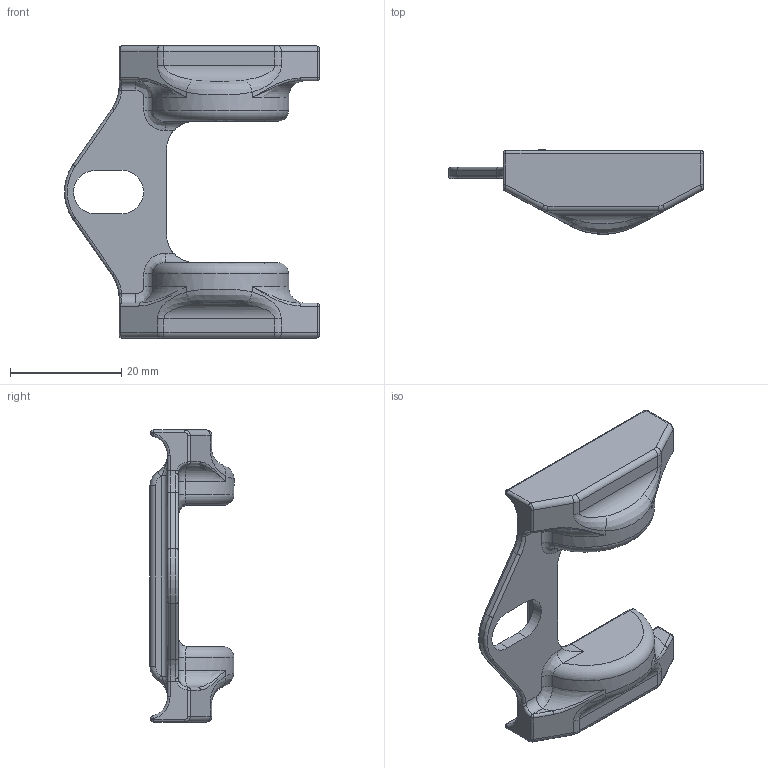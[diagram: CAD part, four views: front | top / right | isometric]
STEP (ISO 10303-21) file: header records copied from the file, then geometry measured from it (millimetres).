
FILE_DESCRIPTION(/* description */ (''),/* implementation_level */ '2;1');
FILE_NAME(/* name */ 'Saddle_clamp_bottom_rev11.step',/* time_stamp */ '2025-09-13T13:06:00-07:00',/* author */ (''),/* organization */ (''),/* preprocessor_version */ 'ST-DEVELOPER v20.1',/* originating_system */ 'Autodesk Translation Framework v14.10.0.0',/* authorisation */ '');
FILE_SCHEMA (('AUTOMOTIVE_DESIGN { 1 0 10303 214 3 1 1 }'));
Length unit declared in the file: millimetre
Products named in the file (1): sadddle_mount_under_sp v1
Bounding box: 45.81 x 15.12 x 52.5 mm (x, y, z)
Volume: 8221.2 mm3; surface area: 4395.7 mm2
Topology: 1 solids, 1 shells, 183 faces, 441 edges, 252 vertices
Faces by surface type: cylinder 74, plane 33, torus 32, bspline 30, sphere 14
Entity records: 8256 total; most frequent: CARTESIAN_POINT 4134, ORIENTED_EDGE 866, DIRECTION 857, EDGE_CURVE 433, AXIS2_PLACEMENT_3D 344, VERTEX_POINT 252, CIRCLE 190, EDGE_LOOP 185
